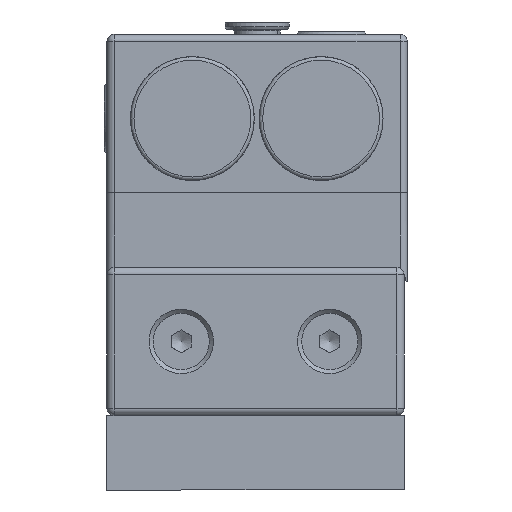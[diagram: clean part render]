
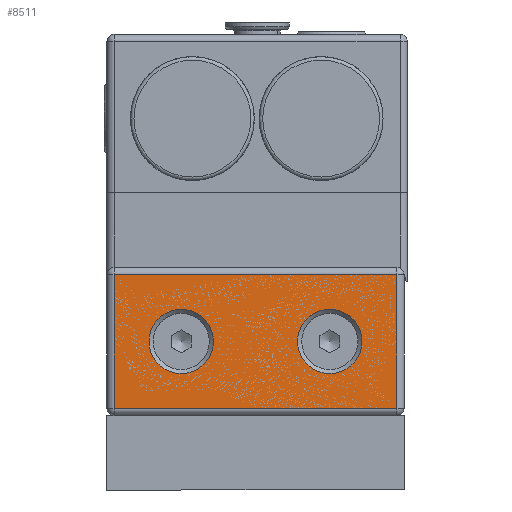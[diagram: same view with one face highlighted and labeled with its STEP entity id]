
A CAD part, left-side view. The second image highlights one B-rep face of the part: STEP entity #8511.
In plain terms, the highlighted face is planar.
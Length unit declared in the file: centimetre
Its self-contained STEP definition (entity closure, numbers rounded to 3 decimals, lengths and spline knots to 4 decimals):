
#301=FACE_BOUND('',#2106,.T.);
#302=FACE_BOUND('',#2107,.T.);
#938=CIRCLE('',#9785,6.5);
#939=CIRCLE('',#9786,6.5);
#1514=FACE_OUTER_BOUND('',#2105,.T.);
#2105=EDGE_LOOP('',(#7583,#7584,#7585,#7586));
#2106=EDGE_LOOP('',(#7587));
#2107=EDGE_LOOP('',(#7588));
#2755=LINE('',#15026,#3417);
#2757=LINE('',#15034,#3419);
#2759=LINE('',#15044,#3421);
#2761=LINE('',#15053,#3423);
#3417=VECTOR('',#12415,10.);
#3419=VECTOR('',#12423,10.);
#3421=VECTOR('',#12435,10.);
#3423=VECTOR('',#12447,10.);
#4132=VERTEX_POINT('',#15019);
#4135=VERTEX_POINT('',#15024);
#4138=VERTEX_POINT('',#15032);
#4141=VERTEX_POINT('',#15042);
#4149=VERTEX_POINT('',#15077);
#4150=VERTEX_POINT('',#15079);
#5276=EDGE_CURVE('',#4135,#4132,#2755,.T.);
#5280=EDGE_CURVE('',#4138,#4135,#2757,.T.);
#5285=EDGE_CURVE('',#4141,#4138,#2759,.T.);
#5290=EDGE_CURVE('',#4132,#4141,#2761,.T.);
#5302=EDGE_CURVE('',#4149,#4149,#938,.T.);
#5303=EDGE_CURVE('',#4150,#4150,#939,.T.);
#7583=ORIENTED_EDGE('',*,*,#5276,.F.);
#7584=ORIENTED_EDGE('',*,*,#5280,.F.);
#7585=ORIENTED_EDGE('',*,*,#5285,.F.);
#7586=ORIENTED_EDGE('',*,*,#5290,.F.);
#7587=ORIENTED_EDGE('',*,*,#5302,.T.);
#7588=ORIENTED_EDGE('',*,*,#5303,.T.);
#7992=PLANE('',#9784);
#8511=ADVANCED_FACE('',(#1514,#301,#302),#7992,.T.);
#9784=AXIS2_PLACEMENT_3D('',#15076,#12475,#12476);
#9785=AXIS2_PLACEMENT_3D('',#15078,#12477,#12478);
#9786=AXIS2_PLACEMENT_3D('',#15080,#12479,#12480);
#12415=DIRECTION('',(0.,-1.,0.));
#12423=DIRECTION('',(1.,0.,0.));
#12435=DIRECTION('',(0.,1.,0.));
#12447=DIRECTION('',(-1.,0.,0.));
#12475=DIRECTION('center_axis',(0.,0.,1.));
#12476=DIRECTION('ref_axis',(1.,0.,0.));
#12477=DIRECTION('center_axis',(0.,0.,-1.));
#12478=DIRECTION('ref_axis',(1.,0.,0.));
#12479=DIRECTION('center_axis',(0.,0.,-1.));
#12480=DIRECTION('ref_axis',(1.,0.,0.));
#15019=CARTESIAN_POINT('',(123.2777,23.1891,10.));
#15024=CARTESIAN_POINT('',(123.2777,50.1891,10.));
#15026=CARTESIAN_POINT('',(123.2777,29.9391,10.));
#15032=CARTESIAN_POINT('',(66.2777,50.1891,10.));
#15034=CARTESIAN_POINT('',(109.0277,50.1891,10.));
#15042=CARTESIAN_POINT('',(66.2777,23.1891,10.));
#15044=CARTESIAN_POINT('',(66.2777,43.4391,10.));
#15053=CARTESIAN_POINT('',(80.5277,23.1891,10.));
#15076=CARTESIAN_POINT('Origin',(94.7777,36.6891,10.));
#15077=CARTESIAN_POINT('',(73.2777,36.6891,10.));
#15078=CARTESIAN_POINT('Origin',(79.7777,36.6891,10.));
#15079=CARTESIAN_POINT('',(103.2777,36.6891,10.));
#15080=CARTESIAN_POINT('Origin',(109.7777,36.6891,10.));
